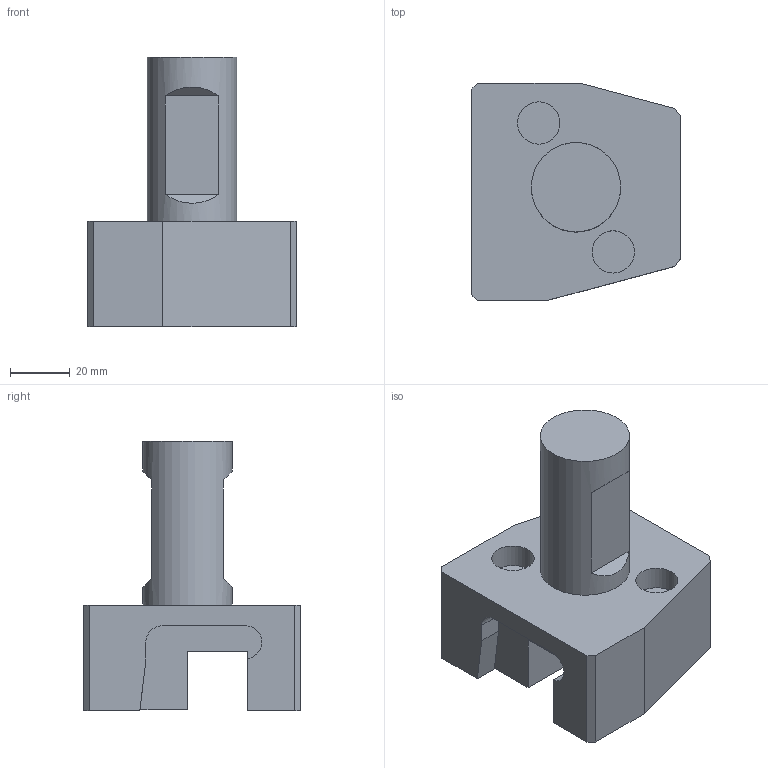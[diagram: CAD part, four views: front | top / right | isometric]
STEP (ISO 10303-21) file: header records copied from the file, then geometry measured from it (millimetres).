
FILE_DESCRIPTION(/* description */ (''),/* implementation_level */ '2;1');
FILE_NAME(/* name */ '1548325129005.stp',/* time_stamp */ '2019-01-24T15:49:07+05:00',/* author */ (''),/* organization */ ('SMS'),/* preprocessor_version */ 'ST-DEVELOPER v15',/* originating_system */ 'SIEMENS PLM Software NX 8.5',/* authorisation */ '');
FILE_SCHEMA (('AUTOMOTIVE_DESIGN { 1 0 10303 214 3 1 1 1 }'));
Length unit declared in the file: millimetre
Products named in the file (1): 200833924mod000_02
Bounding box: 70 x 73 x 90.5 mm (x, y, z)
Volume: 164289.9 mm3; surface area: 26713.7 mm2
Topology: 1 solids, 1 shells, 44 faces, 111 edges, 77 vertices
Faces by surface type: plane 39, cylinder 5
Full cylindrical faces by diameter (mm): 14.2 x2, 30 x1
Entity records: 1363 total; most frequent: CARTESIAN_POINT 233, DIRECTION 218, ORIENTED_EDGE 216, EDGE_CURVE 108, LINE 94, VECTOR 94, VERTEX_POINT 74, AXIS2_PLACEMENT_3D 62
